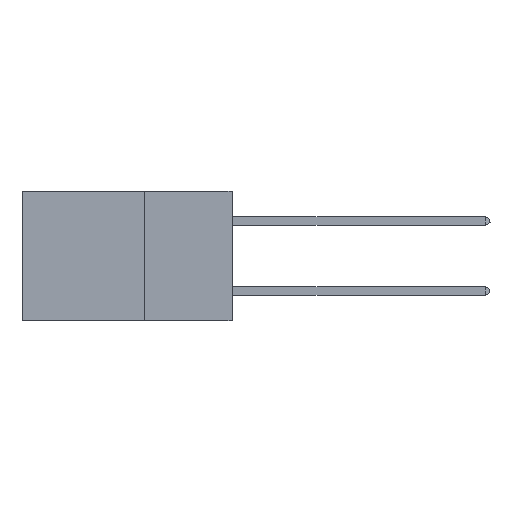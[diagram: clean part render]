
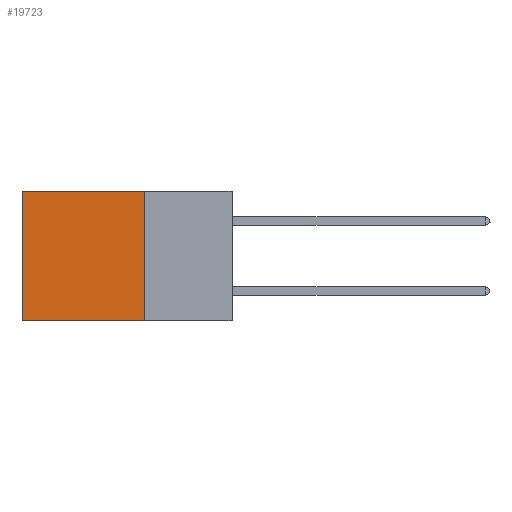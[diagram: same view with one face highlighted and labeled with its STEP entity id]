
A CAD part, left-side view. The second image highlights one B-rep face of the part: STEP entity #19723.
In plain terms, the highlighted planar face has unit normal (-1, 0, 0).
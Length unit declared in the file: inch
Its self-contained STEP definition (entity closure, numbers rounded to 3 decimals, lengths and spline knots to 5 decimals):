
#642 = CARTESIAN_POINT ( 'NONE',  ( 0.2875, 0.25, -0.37 ) ) ;
#1446 = ORIENTED_EDGE ( 'NONE', *, *, #7369, .F. ) ;
#2785 = DIRECTION ( 'NONE',  ( 0., 1., 0. ) ) ;
#4354 = EDGE_CURVE ( 'NONE', #12683, #37935, #35544, .T. ) ;
#5983 = VECTOR ( 'NONE', #18102, 39.37008 ) ;
#6656 = ORIENTED_EDGE ( 'NONE', *, *, #18018, .T. ) ;
#7369 = EDGE_CURVE ( 'NONE', #21277, #12683, #14648, .T. ) ;
#8471 = CARTESIAN_POINT ( 'NONE',  ( 0.2875, 0.25, 0. ) ) ;
#8763 = EDGE_CURVE ( 'NONE', #20526, #37935, #32085, .T. ) ;
#11219 = CARTESIAN_POINT ( 'NONE',  ( 0.2875, 0.6, 0. ) ) ;
#11708 = FACE_OUTER_BOUND ( 'NONE', #40822, .T. ) ;
#12683 = VERTEX_POINT ( 'NONE', #642 ) ;
#14648 = LINE ( 'NONE', #38169, #40473 ) ;
#16458 = CARTESIAN_POINT ( 'NONE',  ( 0.2875, 0.25, -0.37 ) ) ;
#17033 = PLANE ( 'NONE',  #32793 ) ;
#18018 = EDGE_CURVE ( 'NONE', #21277, #20526, #26758, .T. ) ;
#18102 = DIRECTION ( 'NONE',  ( 0., 0., -1. ) ) ;
#18676 = VECTOR ( 'NONE', #2785, 39.37008 ) ;
#19723 = ADVANCED_FACE ( 'NONE', ( #11708 ), #17033, .F. ) ;
#20468 = DIRECTION ( 'NONE',  ( 1., 0., 0. ) ) ;
#20526 = VERTEX_POINT ( 'NONE', #27701 ) ;
#21277 = VERTEX_POINT ( 'NONE', #21300 ) ;
#21300 = CARTESIAN_POINT ( 'NONE',  ( 0.2875, 0.25, 0. ) ) ;
#21436 = DIRECTION ( 'NONE',  ( 0., 0., -1. ) ) ;
#22749 = CARTESIAN_POINT ( 'NONE',  ( 0.2875, 0.6, -0.37 ) ) ;
#25484 = DIRECTION ( 'NONE',  ( 0., 1., 0. ) ) ;
#26758 = LINE ( 'NONE', #8471, #34629 ) ;
#27701 = CARTESIAN_POINT ( 'NONE',  ( 0.2875, 0.6, 0. ) ) ;
#32085 = LINE ( 'NONE', #11219, #5983 ) ;
#32244 = ORIENTED_EDGE ( 'NONE', *, *, #4354, .F. ) ;
#32793 = AXIS2_PLACEMENT_3D ( 'NONE', #37196, #20468, #37444 ) ;
#34629 = VECTOR ( 'NONE', #25484, 39.37008 ) ;
#35544 = LINE ( 'NONE', #16458, #18676 ) ;
#37196 = CARTESIAN_POINT ( 'NONE',  ( 0.2875, 0.25, 0. ) ) ;
#37444 = DIRECTION ( 'NONE',  ( 0., 0., -1. ) ) ;
#37935 = VERTEX_POINT ( 'NONE', #22749 ) ;
#38169 = CARTESIAN_POINT ( 'NONE',  ( 0.2875, 0.25, 0. ) ) ;
#40473 = VECTOR ( 'NONE', #21436, 39.37008 ) ;
#40822 = EDGE_LOOP ( 'NONE', ( #41544, #32244, #1446, #6656 ) ) ;
#41544 = ORIENTED_EDGE ( 'NONE', *, *, #8763, .T. ) ;
